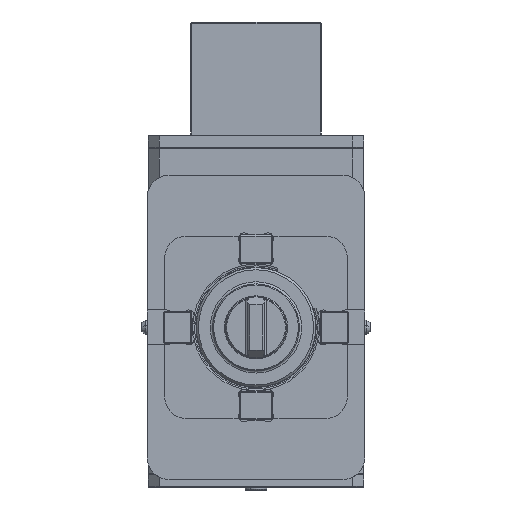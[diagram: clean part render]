
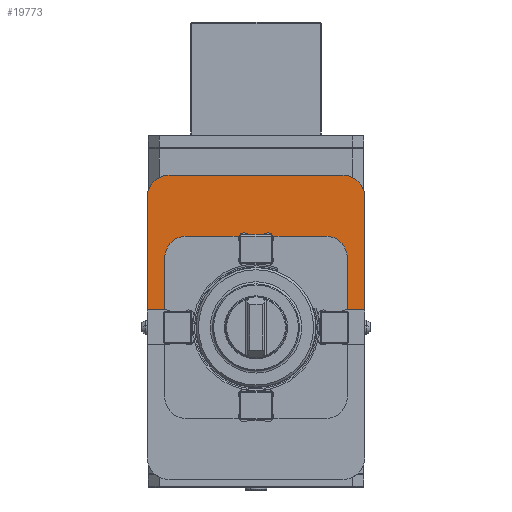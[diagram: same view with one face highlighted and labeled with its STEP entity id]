
A CAD part, front view. The second image highlights one B-rep face of the part: STEP entity #19773.
In plain terms, the highlighted planar face has unit normal (0, -1, 0).
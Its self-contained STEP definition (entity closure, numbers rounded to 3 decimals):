
#68 = ORIENTED_EDGE ( 'NONE', *, *, #15094, .F. ) ;
#448 = CARTESIAN_POINT ( 'NONE',  ( 0., 0.5, 0. ) ) ;
#825 = EDGE_CURVE ( 'NONE', #18103, #31707, #24462, .T. ) ;
#1455 = VERTEX_POINT ( 'NONE', #27386 ) ;
#1635 = DIRECTION ( 'NONE',  ( 0., 0., -1. ) ) ;
#1830 = CARTESIAN_POINT ( 'NONE',  ( 3.715, 0.5, 42.75 ) ) ;
#2169 = CARTESIAN_POINT ( 'NONE',  ( -42., 0.5, 32. ) ) ;
#2439 = VERTEX_POINT ( 'NONE', #6009 ) ;
#2473 = EDGE_CURVE ( 'NONE', #4161, #33759, #25730, .T. ) ;
#2792 = VECTOR ( 'NONE', #25241, 1000. ) ;
#3123 = CARTESIAN_POINT ( 'NONE',  ( 32., 0.5, 42. ) ) ;
#3174 = PLANE ( 'NONE',  #16453 ) ;
#3209 = DIRECTION ( 'NONE',  ( -1., 0., 0. ) ) ;
#4161 = VERTEX_POINT ( 'NONE', #21983 ) ;
#4164 = LINE ( 'NONE', #15339, #20884 ) ;
#4455 = DIRECTION ( 'NONE',  ( 0., -1., 0. ) ) ;
#4685 = CARTESIAN_POINT ( 'NONE',  ( 40., 0.5, 70. ) ) ;
#5395 = EDGE_CURVE ( 'NONE', #24723, #1455, #14797, .T. ) ;
#5597 = DIRECTION ( 'NONE',  ( 1., 0., 0. ) ) ;
#5799 = CARTESIAN_POINT ( 'NONE',  ( 40., 0.5, 60. ) ) ;
#5898 = LINE ( 'NONE', #3123, #21285 ) ;
#6009 = CARTESIAN_POINT ( 'NONE',  ( 7.791, 0.5, 42. ) ) ;
#6121 = ORIENTED_EDGE ( 'NONE', *, *, #5395, .F. ) ;
#6755 = VECTOR ( 'NONE', #23173, 1000. ) ;
#7224 = ORIENTED_EDGE ( 'NONE', *, *, #10722, .F. ) ;
#7617 = EDGE_CURVE ( 'NONE', #33284, #36132, #10144, .T. ) ;
#7830 = DIRECTION ( 'NONE',  ( 1., 0., 0. ) ) ;
#7860 = CARTESIAN_POINT ( 'NONE',  ( 32., 0.5, 42. ) ) ;
#8186 = EDGE_CURVE ( 'NONE', #34349, #30579, #24046, .T. ) ;
#8581 = VECTOR ( 'NONE', #1635, 1000. ) ;
#8768 = CARTESIAN_POINT ( 'NONE',  ( 42., 0.5, 8. ) ) ;
#8975 = CARTESIAN_POINT ( 'NONE',  ( 50., 0.5, -107.234 ) ) ;
#9060 = DIRECTION ( 'NONE',  ( 1., 0., 0. ) ) ;
#9362 = DIRECTION ( 'NONE',  ( -1., 0., 0. ) ) ;
#10053 = EDGE_CURVE ( 'NONE', #31707, #27035, #33754, .T. ) ;
#10144 = CIRCLE ( 'NONE', #25868, 10. ) ;
#10343 = AXIS2_PLACEMENT_3D ( 'NONE', #32760, #4455, #30013 ) ;
#10683 = CARTESIAN_POINT ( 'NONE',  ( 5.5, 0.5, 41. ) ) ;
#10722 = EDGE_CURVE ( 'NONE', #13038, #2439, #5898, .T. ) ;
#11080 = CARTESIAN_POINT ( 'NONE',  ( -3.715, 0.5, 42.75 ) ) ;
#11112 = CIRCLE ( 'NONE', #23933, 2.5 ) ;
#11120 = DIRECTION ( 'NONE',  ( 0., 1., 0. ) ) ;
#11321 = DIRECTION ( 'NONE',  ( 0., -1., 0. ) ) ;
#13038 = VERTEX_POINT ( 'NONE', #7860 ) ;
#14164 = ORIENTED_EDGE ( 'NONE', *, *, #20042, .F. ) ;
#14223 = CARTESIAN_POINT ( 'NONE',  ( -42., 0.5, 32. ) ) ;
#14289 = DIRECTION ( 'NONE',  ( 0., 0., 1. ) ) ;
#14367 = DIRECTION ( 'NONE',  ( 0., -1., 0. ) ) ;
#14797 = CIRCLE ( 'NONE', #35197, 2.5 ) ;
#15041 = ORIENTED_EDGE ( 'NONE', *, *, #2473, .F. ) ;
#15094 = EDGE_CURVE ( 'NONE', #2439, #29299, #11112, .T. ) ;
#15139 = CARTESIAN_POINT ( 'NONE',  ( 0., 0.5, 8. ) ) ;
#15339 = CARTESIAN_POINT ( 'NONE',  ( 0., 0.5, 42.75 ) ) ;
#16453 = AXIS2_PLACEMENT_3D ( 'NONE', #448, #14367, #9060 ) ;
#16527 = CARTESIAN_POINT ( 'NONE',  ( 42., 0.5, 32. ) ) ;
#16709 = LINE ( 'NONE', #16527, #2792 ) ;
#16948 = DIRECTION ( 'NONE',  ( 1., 0., 0. ) ) ;
#16991 = EDGE_CURVE ( 'NONE', #29299, #24723, #4164, .T. ) ;
#17348 = VECTOR ( 'NONE', #28543, 1000. ) ;
#17526 = EDGE_LOOP ( 'NONE', ( #33600, #32115, #14164, #33426, #6121, #20357, #68, #7224, #27256, #29338, #15041, #20706, #32281, #36115, #25196, #35810 ) ) ;
#17573 = DIRECTION ( 'NONE',  ( -1., 0., 0. ) ) ;
#18103 = VERTEX_POINT ( 'NONE', #14223 ) ;
#18932 = CARTESIAN_POINT ( 'NONE',  ( -32., 0.5, 42. ) ) ;
#19211 = EDGE_CURVE ( 'NONE', #22875, #13038, #25484, .T. ) ;
#19773 = ADVANCED_FACE ( 'Defeature completata2_60', ( #22938 ), #3174, .T. ) ;
#19778 = LINE ( 'NONE', #25796, #17348 ) ;
#20042 = EDGE_CURVE ( 'NONE', #22939, #18103, #33946, .T. ) ;
#20357 = ORIENTED_EDGE ( 'NONE', *, *, #16991, .F. ) ;
#20550 = VECTOR ( 'NONE', #30120, 1000. ) ;
#20651 = LINE ( 'NONE', #8975, #35620 ) ;
#20706 = ORIENTED_EDGE ( 'NONE', *, *, #21552, .T. ) ;
#20845 = EDGE_CURVE ( 'NONE', #34349, #36132, #21736, .T. ) ;
#20884 = VECTOR ( 'NONE', #26430, 1000. ) ;
#21285 = VECTOR ( 'NONE', #17573, 1000. ) ;
#21552 = EDGE_CURVE ( 'NONE', #4161, #30579, #20651, .T. ) ;
#21699 = AXIS2_PLACEMENT_3D ( 'NONE', #33037, #11321, #31006 ) ;
#21720 = CARTESIAN_POINT ( 'NONE',  ( -5.5, 0.5, 41. ) ) ;
#21736 = LINE ( 'NONE', #32860, #20550 ) ;
#21983 = CARTESIAN_POINT ( 'NONE',  ( 50., 0.5, 8. ) ) ;
#22520 = CARTESIAN_POINT ( 'NONE',  ( 32., 0.5, 42. ) ) ;
#22875 = VERTEX_POINT ( 'NONE', #29516 ) ;
#22938 = FACE_OUTER_BOUND ( 'NONE', #17526, .T. ) ;
#22939 = VERTEX_POINT ( 'NONE', #18932 ) ;
#23173 = DIRECTION ( 'NONE',  ( -1., 0., 0. ) ) ;
#23933 = AXIS2_PLACEMENT_3D ( 'NONE', #10683, #24533, #27463 ) ;
#24046 = CIRCLE ( 'NONE', #33374, 10. ) ;
#24462 = LINE ( 'NONE', #2169, #8581 ) ;
#24533 = DIRECTION ( 'NONE',  ( 0., -1., 0. ) ) ;
#24723 = VERTEX_POINT ( 'NONE', #11080 ) ;
#25196 = ORIENTED_EDGE ( 'NONE', *, *, #7617, .F. ) ;
#25241 = DIRECTION ( 'NONE',  ( 0., 0., 1. ) ) ;
#25319 = DIRECTION ( 'NONE',  ( 0., 1., 0. ) ) ;
#25484 = CIRCLE ( 'NONE', #10343, 10. ) ;
#25730 = LINE ( 'NONE', #25889, #6755 ) ;
#25796 = CARTESIAN_POINT ( 'NONE',  ( -50., 0.5, -110.801 ) ) ;
#25868 = AXIS2_PLACEMENT_3D ( 'NONE', #36130, #11120, #5597 ) ;
#25889 = CARTESIAN_POINT ( 'NONE',  ( 0., 0.5, 8. ) ) ;
#26125 = CARTESIAN_POINT ( 'NONE',  ( -40., 0.5, 70. ) ) ;
#26430 = DIRECTION ( 'NONE',  ( -1., 0., 0. ) ) ;
#27035 = VERTEX_POINT ( 'NONE', #36022 ) ;
#27256 = ORIENTED_EDGE ( 'NONE', *, *, #19211, .F. ) ;
#27386 = CARTESIAN_POINT ( 'NONE',  ( -7.791, 0.5, 42. ) ) ;
#27463 = DIRECTION ( 'NONE',  ( 1., 0., 0. ) ) ;
#28090 = CARTESIAN_POINT ( 'NONE',  ( -42., 0.5, 8. ) ) ;
#28507 = CARTESIAN_POINT ( 'NONE',  ( 50., 0.5, 60. ) ) ;
#28543 = DIRECTION ( 'NONE',  ( 0., 0., -1. ) ) ;
#28707 = CARTESIAN_POINT ( 'NONE',  ( -50., 0.5, 60. ) ) ;
#29299 = VERTEX_POINT ( 'NONE', #1830 ) ;
#29338 = ORIENTED_EDGE ( 'NONE', *, *, #35573, .F. ) ;
#29516 = CARTESIAN_POINT ( 'NONE',  ( 42., 0.5, 32. ) ) ;
#30013 = DIRECTION ( 'NONE',  ( -1., 0., 0. ) ) ;
#30120 = DIRECTION ( 'NONE',  ( -1., 0., 0. ) ) ;
#30579 = VERTEX_POINT ( 'NONE', #28507 ) ;
#31006 = DIRECTION ( 'NONE',  ( 1., 0., 0. ) ) ;
#31707 = VERTEX_POINT ( 'NONE', #28090 ) ;
#32115 = ORIENTED_EDGE ( 'NONE', *, *, #825, .F. ) ;
#32281 = ORIENTED_EDGE ( 'NONE', *, *, #8186, .F. ) ;
#32760 = CARTESIAN_POINT ( 'NONE',  ( 32., 0.5, 32. ) ) ;
#32841 = DIRECTION ( 'NONE',  ( 0., -1., 0. ) ) ;
#32860 = CARTESIAN_POINT ( 'NONE',  ( 106.767, 0.5, 70. ) ) ;
#33037 = CARTESIAN_POINT ( 'NONE',  ( -32., 0.5, 32. ) ) ;
#33270 = EDGE_CURVE ( 'NONE', #33284, #27035, #19778, .T. ) ;
#33284 = VERTEX_POINT ( 'NONE', #28707 ) ;
#33350 = VECTOR ( 'NONE', #3209, 1000. ) ;
#33374 = AXIS2_PLACEMENT_3D ( 'NONE', #5799, #25319, #16948 ) ;
#33426 = ORIENTED_EDGE ( 'NONE', *, *, #34744, .F. ) ;
#33600 = ORIENTED_EDGE ( 'NONE', *, *, #10053, .F. ) ;
#33754 = LINE ( 'NONE', #15139, #33350 ) ;
#33759 = VERTEX_POINT ( 'NONE', #8768 ) ;
#33946 = CIRCLE ( 'NONE', #21699, 10. ) ;
#34349 = VERTEX_POINT ( 'NONE', #4685 ) ;
#34388 = LINE ( 'NONE', #22520, #36058 ) ;
#34744 = EDGE_CURVE ( 'NONE', #1455, #22939, #34388, .T. ) ;
#35197 = AXIS2_PLACEMENT_3D ( 'NONE', #21720, #32841, #7830 ) ;
#35573 = EDGE_CURVE ( 'NONE', #33759, #22875, #16709, .T. ) ;
#35620 = VECTOR ( 'NONE', #14289, 1000. ) ;
#35810 = ORIENTED_EDGE ( 'NONE', *, *, #33270, .T. ) ;
#36022 = CARTESIAN_POINT ( 'NONE',  ( -50., 0.5, 8. ) ) ;
#36058 = VECTOR ( 'NONE', #9362, 1000. ) ;
#36115 = ORIENTED_EDGE ( 'NONE', *, *, #20845, .T. ) ;
#36130 = CARTESIAN_POINT ( 'NONE',  ( -40., 0.5, 60. ) ) ;
#36132 = VERTEX_POINT ( 'NONE', #26125 ) ;
